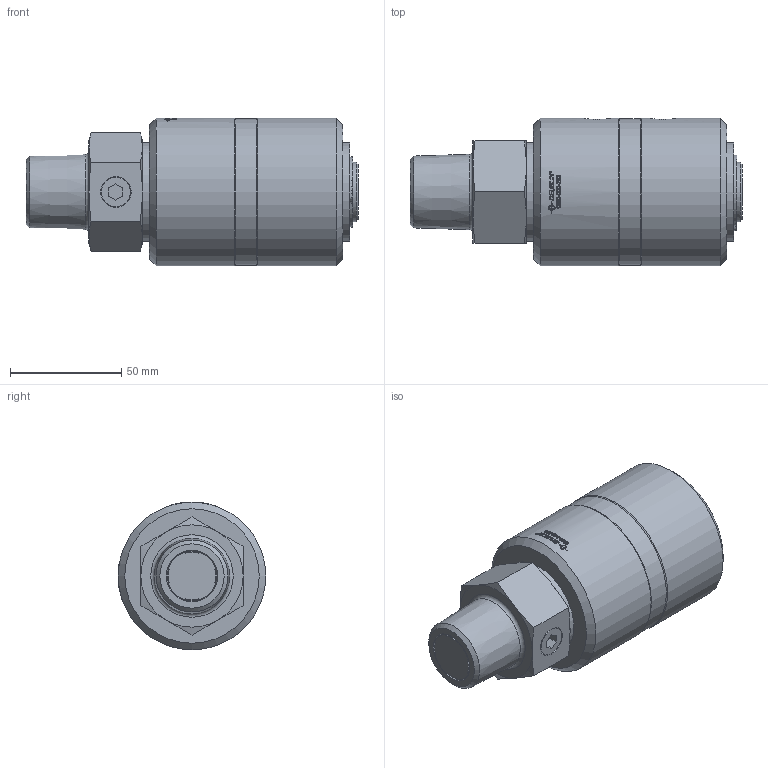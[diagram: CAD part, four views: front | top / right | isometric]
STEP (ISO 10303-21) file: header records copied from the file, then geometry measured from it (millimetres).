
FILE_DESCRIPTION(/* description */ (''),/* implementation_level */ '2;1');
FILE_NAME(/* name */ '1690-000-263-IC.stp',/* time_stamp */ '2020-05-21T13:07:47-05:00',/* author */ ('manton'),/* organization */ (''),/* preprocessor_version */ 'ST-DEVELOPER v18',/* originating_system */ 'Autodesk Inventor 2020',/* authorisation */ '');
FILE_SCHEMA (('AUTOMOTIVE_DESIGN { 1 0 10303 214 3 1 1 }'));
Products named in the file (1): 1690-000-263-IC
Bounding box: 149.2 x 66.4 x 66.4 mm (x, y, z)
Volume: 374309.4 mm3; surface area: 34612 mm2
Topology: 1 solids, 5 shells, 427 faces, 1092 edges, 728 vertices
Faces by surface type: bspline 207, plane 115, cylinder 74, cone 30, torus 1
Full cylindrical faces by diameter (mm): 2 x2, 2.4 x1, 3.3 x1, 10.719 x2, 26.62 x1, 44.45 x2, 65.8 x1, 66.4 x2
Entity records: 61077 total; most frequent: CARTESIAN_POINT 51581, ORIENTED_EDGE 2182, DIRECTION 1438, EDGE_CURVE 1091, VERTEX_POINT 728, AXIS2_PLACEMENT_3D 508, EDGE_LOOP 481, FACE_OUTER_BOUND 427
